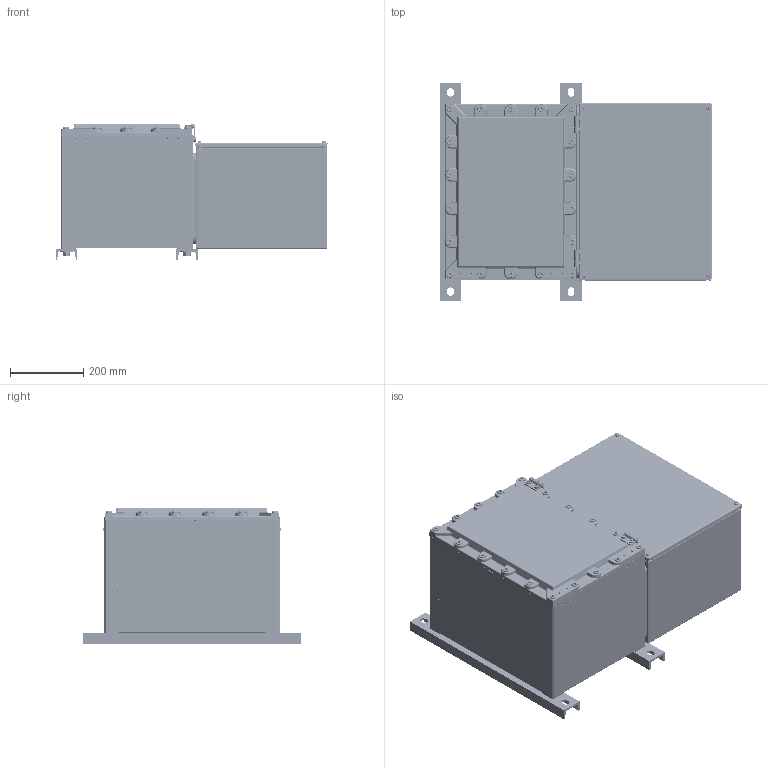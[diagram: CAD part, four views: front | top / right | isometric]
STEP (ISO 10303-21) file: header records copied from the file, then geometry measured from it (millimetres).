
FILE_DESCRIPTION (( 'STEP AP203' ), '1' );
FILE_NAME ('8264-_323-3_10_8125-_307-ap203.STEP', '2013-06-18T08:41:00', ( 'Admin' ), ( 'R. STAHL AG' ), 'SwSTEP 2.0', 'SolidWorks 2013', '' );
FILE_SCHEMA (( 'CONFIG_CONTROL_DESIGN' ));
Length unit declared in the file: millimetre
Products named in the file (30): 509_642_0_1_montiert; 504_778_0; 500_635_0_Vereinfacht; 82_649_14_04_6_8264944043; 509_642_0; 81_257_70_04_6; U60x30x596_U60x30x596; 82_649_04_05_6_8264944053; 8125-_307-_; 81_257_01_05_6_30; 82_640_01_26_0_Teil_1; 82_640_01_26_0_Teil_3; 82_649_02_55_0_NEC; 8264-_323-3_10_8125-_307-ap203; 8125_2756030_fuer Gehausegroesse 30; 82_640_01_26_0_Teil_2; 82_640_01_26_0; 506_228_0; 81_250_06_07_0_30; 500_663_0_M 8 x 16; 502_077_0; 81_259_62_10_0; 8264-_323-3_10_Scharnier breite Seite D; 502_606_0_Vereinfacht M10 x 30; 81_259_01_51_0; 81_257_70_04_6_81_257_15_04_6; 506_712_0; 526_618_0; 506_761_0
Assembly tree (90 placements, depth 4):
  8264-_323-3_10_8125-_307-ap203
    8264-_323-3_10_Scharnier breite Seite D
      82_649_14_04_6_8264944043
      82_649_04_05_6_8264944053
      82_649_02_55_0_NEC
      506_228_0  x4
      502_077_0  x4
      502_606_0_Vereinfacht M10 x 30  x18
      506_712_0  x4
      506_761_0  x4
      500_635_0_Vereinfacht  x4
      U60x30x596_U60x30x596  x2
      82_640_01_26_0  x2
        82_640_01_26_0_Teil_1
        82_640_01_26_0_Teil_2
        82_640_01_26_0_Teil_3
      500_663_0_M 8 x 16  x8
    8125-_307-_
      81_257_70_04_6
        81_257_70_04_6_81_257_15_04_6
        526_618_0  x8
        504_778_0  x8
      81_250_06_07_0_30
        81_257_01_05_6_30
        8125_2756030_fuer Gehausegroesse 30
      81_259_62_10_0
      81_259_01_51_0  x4
      509_642_0  x4
        509_642_0
        509_642_0_1_montiert
Bounding box: 746.75 x 596 x 372.5 mm (x, y, z)
Volume: 18459523.3 mm3; surface area: 4336631.7 mm2
Topology: 89 solids, 89 shells, 4628 faces, 10654 edges, 6160 vertices
Faces by surface type: cylinder 1704, plane 1244, bspline 620, torus 512, cone 420, sphere 128
Entity records: 117657 total; most frequent: CARTESIAN_POINT 45541, ORIENTED_EDGE 14518, DIRECTION 13809, EDGE_CURVE 7259, AXIS2_PLACEMENT_3D 5428, VERTEX_POINT 4268, EDGE_LOOP 3371, ADVANCED_FACE 3145
